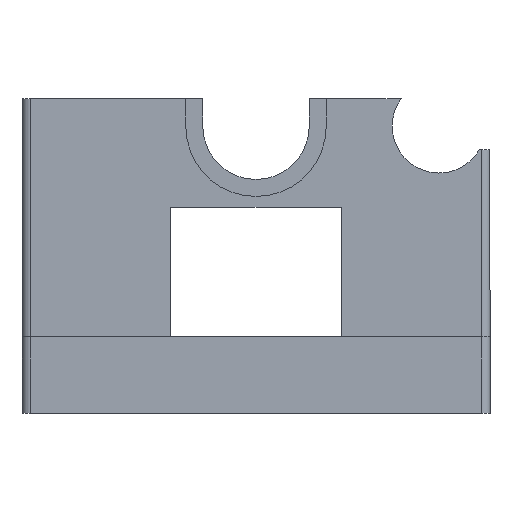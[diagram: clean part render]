
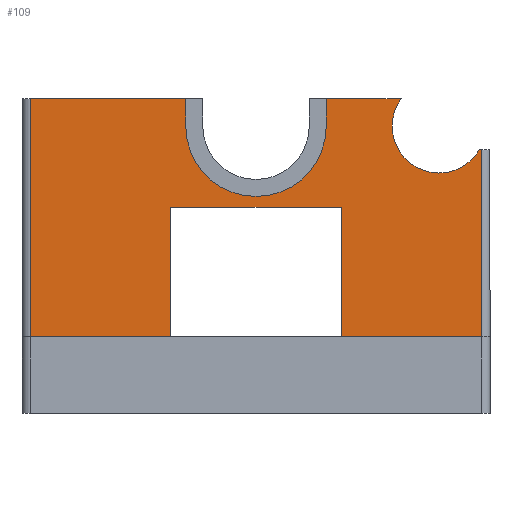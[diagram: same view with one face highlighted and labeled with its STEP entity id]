
A CAD part, front view. The second image highlights one B-rep face of the part: STEP entity #109.
In plain terms, the highlighted planar face has unit normal (0, -1, 0).
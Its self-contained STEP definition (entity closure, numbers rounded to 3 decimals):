
#14 = LINE ( 'NONE', #1167, #2748 ) ;
#27 = ORIENTED_EDGE ( 'NONE', *, *, #344, .T. ) ;
#69 = VECTOR ( 'NONE', #3045, 1000. ) ;
#89 = DIRECTION ( 'NONE',  ( 1., 0., 0. ) ) ;
#109 = ADVANCED_FACE ( 'NONE', ( #2601 ), #1192, .T. ) ;
#139 = VERTEX_POINT ( 'NONE', #1574 ) ;
#169 = EDGE_CURVE ( 'NONE', #3656, #2639, #609, .T. ) ;
#233 = VERTEX_POINT ( 'NONE', #550 ) ;
#318 = EDGE_CURVE ( 'NONE', #2898, #3006, #2874, .T. ) ;
#344 = EDGE_CURVE ( 'NONE', #3656, #2297, #1849, .T. ) ;
#345 = VERTEX_POINT ( 'NONE', #1342 ) ;
#366 = CARTESIAN_POINT ( 'NONE',  ( -10., -14.35, 24.2 ) ) ;
#400 = DIRECTION ( 'NONE',  ( 0., 1., 0. ) ) ;
#474 = CARTESIAN_POINT ( 'NONE',  ( 10., -14.35, 9. ) ) ;
#543 = DIRECTION ( 'NONE',  ( -1., 0., 0. ) ) ;
#550 = CARTESIAN_POINT ( 'NONE',  ( 26.5, -14.35, 31. ) ) ;
#557 = EDGE_CURVE ( 'NONE', #3006, #3873, #1066, .T. ) ;
#562 = EDGE_CURVE ( 'NONE', #4083, #3415, #2709, .T. ) ;
#569 = ORIENTED_EDGE ( 'NONE', *, *, #997, .T. ) ;
#581 = ORIENTED_EDGE ( 'NONE', *, *, #2816, .T. ) ;
#609 = CIRCLE ( 'NONE', #4022, 8.25 ) ;
#663 = CARTESIAN_POINT ( 'NONE',  ( 21.5, -14.35, 33.75 ) ) ;
#717 = CARTESIAN_POINT ( 'NONE',  ( -8.25, -14.35, 37. ) ) ;
#725 = DIRECTION ( 'NONE',  ( 0., 0., 1. ) ) ;
#749 = DIRECTION ( 'NONE',  ( 1., 0., 0. ) ) ;
#804 = EDGE_CURVE ( 'NONE', #233, #2815, #1621, .T. ) ;
#806 = ORIENTED_EDGE ( 'NONE', *, *, #557, .T. ) ;
#887 = DIRECTION ( 'NONE',  ( 0., -1., 0. ) ) ;
#911 = VERTEX_POINT ( 'NONE', #2028 ) ;
#955 = CARTESIAN_POINT ( 'NONE',  ( -10., -14.35, 9. ) ) ;
#997 = EDGE_CURVE ( 'NONE', #2297, #2898, #1898, .T. ) ;
#1008 = LINE ( 'NONE', #474, #2654 ) ;
#1010 = AXIS2_PLACEMENT_3D ( 'NONE', #2532, #400, #2878 ) ;
#1030 = DIRECTION ( 'NONE',  ( 0., 0., 1. ) ) ;
#1038 = LINE ( 'NONE', #1279, #69 ) ;
#1066 = LINE ( 'NONE', #3934, #1794 ) ;
#1071 = ORIENTED_EDGE ( 'NONE', *, *, #1583, .T. ) ;
#1093 = CARTESIAN_POINT ( 'NONE',  ( 0., -14.35, 33.75 ) ) ;
#1139 = EDGE_CURVE ( 'NONE', #3873, #911, #3100, .T. ) ;
#1150 = CARTESIAN_POINT ( 'NONE',  ( -26.5, -14.35, 9. ) ) ;
#1167 = CARTESIAN_POINT ( 'NONE',  ( 10., -14.35, 24.2 ) ) ;
#1192 = PLANE ( 'NONE',  #3068 ) ;
#1218 = VECTOR ( 'NONE', #725, 1000. ) ;
#1279 = CARTESIAN_POINT ( 'NONE',  ( 10., -14.35, 24.2 ) ) ;
#1301 = CARTESIAN_POINT ( 'NONE',  ( 10., -14.35, 9. ) ) ;
#1316 = CARTESIAN_POINT ( 'NONE',  ( 0., -14.35, 25.5 ) ) ;
#1342 = CARTESIAN_POINT ( 'NONE',  ( 8.25, -14.35, 37. ) ) ;
#1363 = CARTESIAN_POINT ( 'NONE',  ( -27.5, -14.35, 37. ) ) ;
#1380 = EDGE_CURVE ( 'NONE', #2616, #139, #1008, .T. ) ;
#1382 = ORIENTED_EDGE ( 'NONE', *, *, #1380, .T. ) ;
#1384 = CARTESIAN_POINT ( 'NONE',  ( 17.063, -14.35, 37. ) ) ;
#1447 = DIRECTION ( 'NONE',  ( 0., 0., -1. ) ) ;
#1480 = LINE ( 'NONE', #2887, #4294 ) ;
#1561 = DIRECTION ( 'NONE',  ( 0., 0., -1. ) ) ;
#1574 = CARTESIAN_POINT ( 'NONE',  ( 26.5, -14.35, 9. ) ) ;
#1583 = EDGE_CURVE ( 'NONE', #139, #233, #4567, .T. ) ;
#1598 = ORIENTED_EDGE ( 'NONE', *, *, #3261, .T. ) ;
#1621 = LINE ( 'NONE', #1960, #4316 ) ;
#1646 = ORIENTED_EDGE ( 'NONE', *, *, #804, .T. ) ;
#1685 = DIRECTION ( 'NONE',  ( 0., 0., -1. ) ) ;
#1711 = DIRECTION ( 'NONE',  ( -1., 0., 0. ) ) ;
#1736 = CARTESIAN_POINT ( 'NONE',  ( 26.263, -14.35, 31. ) ) ;
#1775 = CARTESIAN_POINT ( 'NONE',  ( 8.25, -14.35, 33.75 ) ) ;
#1794 = VECTOR ( 'NONE', #749, 1000. ) ;
#1803 = ORIENTED_EDGE ( 'NONE', *, *, #3031, .T. ) ;
#1849 = LINE ( 'NONE', #3096, #4523 ) ;
#1857 = AXIS2_PLACEMENT_3D ( 'NONE', #663, #3142, #1030 ) ;
#1898 = LINE ( 'NONE', #1363, #4568 ) ;
#1907 = DIRECTION ( 'NONE',  ( 1., 0., 0. ) ) ;
#1960 = CARTESIAN_POINT ( 'NONE',  ( 27.5, -14.35, 31. ) ) ;
#2028 = CARTESIAN_POINT ( 'NONE',  ( -10., -14.35, 24.2 ) ) ;
#2036 = DIRECTION ( 'NONE',  ( 0., 0., 1. ) ) ;
#2297 = VERTEX_POINT ( 'NONE', #717 ) ;
#2359 = DIRECTION ( 'NONE',  ( 0., 0., 1. ) ) ;
#2532 = CARTESIAN_POINT ( 'NONE',  ( 21.5, -14.35, 33.75 ) ) ;
#2570 = CARTESIAN_POINT ( 'NONE',  ( -8.25, -14.35, 33.75 ) ) ;
#2589 = ORIENTED_EDGE ( 'NONE', *, *, #3605, .T. ) ;
#2601 = FACE_OUTER_BOUND ( 'NONE', #3746, .T. ) ;
#2616 = VERTEX_POINT ( 'NONE', #1301 ) ;
#2639 = VERTEX_POINT ( 'NONE', #1316 ) ;
#2654 = VECTOR ( 'NONE', #1907, 1000. ) ;
#2709 = CIRCLE ( 'NONE', #1010, 5.5 ) ;
#2714 = CARTESIAN_POINT ( 'NONE',  ( -26.5, -14.35, 9. ) ) ;
#2748 = VECTOR ( 'NONE', #89, 1000. ) ;
#2773 = VECTOR ( 'NONE', #1685, 1000. ) ;
#2800 = ORIENTED_EDGE ( 'NONE', *, *, #4006, .F. ) ;
#2815 = VERTEX_POINT ( 'NONE', #1736 ) ;
#2816 = EDGE_CURVE ( 'NONE', #2815, #4083, #3867, .T. ) ;
#2826 = CARTESIAN_POINT ( 'NONE',  ( -26.5, -14.35, 37. ) ) ;
#2874 = LINE ( 'NONE', #2714, #2773 ) ;
#2878 = DIRECTION ( 'NONE',  ( 0., 0., 1. ) ) ;
#2887 = CARTESIAN_POINT ( 'NONE',  ( 6.25, -14.35, 37. ) ) ;
#2898 = VERTEX_POINT ( 'NONE', #2826 ) ;
#2912 = EDGE_CURVE ( 'NONE', #2639, #3633, #3417, .T. ) ;
#2996 = CARTESIAN_POINT ( 'NONE',  ( 0., -14.35, 33.75 ) ) ;
#3006 = VERTEX_POINT ( 'NONE', #1150 ) ;
#3031 = EDGE_CURVE ( 'NONE', #911, #3685, #14, .T. ) ;
#3045 = DIRECTION ( 'NONE',  ( 0., 0., -1. ) ) ;
#3068 = AXIS2_PLACEMENT_3D ( 'NONE', #4355, #3668, #1561 ) ;
#3096 = CARTESIAN_POINT ( 'NONE',  ( -8.25, -14.35, 33.75 ) ) ;
#3100 = LINE ( 'NONE', #366, #1218 ) ;
#3142 = DIRECTION ( 'NONE',  ( 0., 1., 0. ) ) ;
#3261 = EDGE_CURVE ( 'NONE', #3685, #2616, #1038, .T. ) ;
#3264 = AXIS2_PLACEMENT_3D ( 'NONE', #1093, #3571, #1447 ) ;
#3274 = CARTESIAN_POINT ( 'NONE',  ( 8.25, -14.35, 33.75 ) ) ;
#3344 = VECTOR ( 'NONE', #4231, 1000. ) ;
#3349 = ORIENTED_EDGE ( 'NONE', *, *, #169, .F. ) ;
#3355 = DIRECTION ( 'NONE',  ( 0., 0., -1. ) ) ;
#3415 = VERTEX_POINT ( 'NONE', #1384 ) ;
#3417 = CIRCLE ( 'NONE', #3264, 8.25 ) ;
#3571 = DIRECTION ( 'NONE',  ( 0., -1., 0. ) ) ;
#3605 = EDGE_CURVE ( 'NONE', #3415, #345, #1480, .T. ) ;
#3633 = VERTEX_POINT ( 'NONE', #3274 ) ;
#3656 = VERTEX_POINT ( 'NONE', #2570 ) ;
#3668 = DIRECTION ( 'NONE',  ( 0., -1., 0. ) ) ;
#3685 = VERTEX_POINT ( 'NONE', #4361 ) ;
#3746 = EDGE_LOOP ( 'NONE', ( #1382, #1071, #1646, #581, #3999, #2589, #2800, #4230, #3349, #27, #569, #4143, #806, #3929, #1803, #1598 ) ) ;
#3867 = CIRCLE ( 'NONE', #1857, 5.5 ) ;
#3873 = VERTEX_POINT ( 'NONE', #955 ) ;
#3880 = VECTOR ( 'NONE', #2359, 1000. ) ;
#3926 = CARTESIAN_POINT ( 'NONE',  ( 21.5, -14.35, 28.25 ) ) ;
#3929 = ORIENTED_EDGE ( 'NONE', *, *, #1139, .T. ) ;
#3934 = CARTESIAN_POINT ( 'NONE',  ( -27.5, -14.35, 9. ) ) ;
#3956 = DIRECTION ( 'NONE',  ( -1., 0., 0. ) ) ;
#3999 = ORIENTED_EDGE ( 'NONE', *, *, #562, .T. ) ;
#4006 = EDGE_CURVE ( 'NONE', #3633, #345, #4289, .T. ) ;
#4022 = AXIS2_PLACEMENT_3D ( 'NONE', #2996, #887, #3355 ) ;
#4083 = VERTEX_POINT ( 'NONE', #3926 ) ;
#4143 = ORIENTED_EDGE ( 'NONE', *, *, #318, .T. ) ;
#4230 = ORIENTED_EDGE ( 'NONE', *, *, #2912, .F. ) ;
#4231 = DIRECTION ( 'NONE',  ( 0., 0., 1. ) ) ;
#4289 = LINE ( 'NONE', #1775, #3344 ) ;
#4294 = VECTOR ( 'NONE', #3956, 1000. ) ;
#4316 = VECTOR ( 'NONE', #543, 1000. ) ;
#4355 = CARTESIAN_POINT ( 'NONE',  ( 0., -14.35, 33.75 ) ) ;
#4361 = CARTESIAN_POINT ( 'NONE',  ( 10., -14.35, 24.2 ) ) ;
#4474 = CARTESIAN_POINT ( 'NONE',  ( 26.5, -14.35, 31. ) ) ;
#4523 = VECTOR ( 'NONE', #2036, 1000. ) ;
#4567 = LINE ( 'NONE', #4474, #3880 ) ;
#4568 = VECTOR ( 'NONE', #1711, 1000. ) ;
